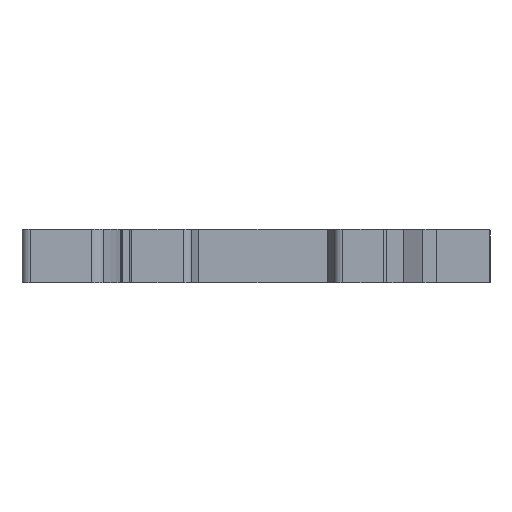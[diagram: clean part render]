
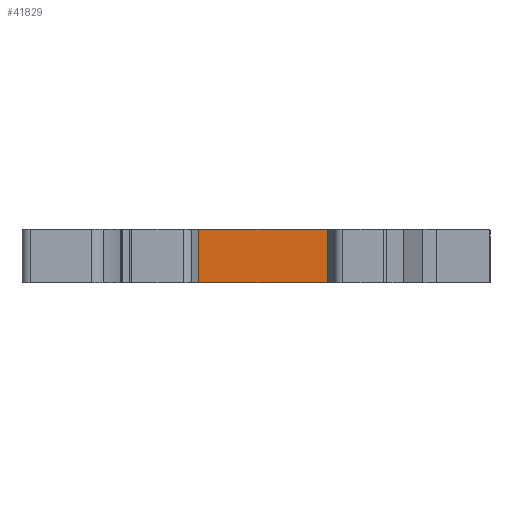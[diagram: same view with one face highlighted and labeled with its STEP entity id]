
A CAD part, front view. The second image highlights one B-rep face of the part: STEP entity #41829.
In plain terms, the highlighted planar face has unit normal (0, -1, 0).
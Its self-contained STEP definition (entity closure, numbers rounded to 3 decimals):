
#46 = VECTOR ( 'NONE', #26583, 1000. ) ;
#1040 = VERTEX_POINT ( 'NONE', #57011 ) ;
#3194 = VECTOR ( 'NONE', #13561, 1000. ) ;
#4224 = CARTESIAN_POINT ( 'NONE',  ( -12.716, -14.109, 6.378 ) ) ;
#8445 = VERTEX_POINT ( 'NONE', #12596 ) ;
#8589 = AXIS2_PLACEMENT_3D ( 'NONE', #23577, #54148, #28096 ) ;
#8878 = VERTEX_POINT ( 'NONE', #50236 ) ;
#9053 = CARTESIAN_POINT ( 'NONE',  ( -12.716, -14.109, 0.178 ) ) ;
#12596 = CARTESIAN_POINT ( 'NONE',  ( 2.204, -14.109, 0.178 ) ) ;
#13561 = DIRECTION ( 'NONE',  ( 0., 0., -1. ) ) ;
#14305 = CARTESIAN_POINT ( 'NONE',  ( 2.204, -14.109, 0.178 ) ) ;
#21833 = CARTESIAN_POINT ( 'NONE',  ( 2.204, -14.109, 0.178 ) ) ;
#23577 = CARTESIAN_POINT ( 'NONE',  ( 2.204, -14.109, 0.178 ) ) ;
#24004 = EDGE_LOOP ( 'NONE', ( #40293, #47767, #53238, #48619 ) ) ;
#26583 = DIRECTION ( 'NONE',  ( 1., 0., 0. ) ) ;
#28096 = DIRECTION ( 'NONE',  ( 1., 0., 0. ) ) ;
#28395 = EDGE_CURVE ( 'NONE', #8878, #8445, #47148, .T. ) ;
#29780 = EDGE_CURVE ( 'NONE', #36630, #8878, #48819, .T. ) ;
#33179 = CARTESIAN_POINT ( 'NONE',  ( -26.274, -14.109, 6.378 ) ) ;
#34850 = VECTOR ( 'NONE', #49552, 1000. ) ;
#35867 = LINE ( 'NONE', #33179, #46023 ) ;
#36630 = VERTEX_POINT ( 'NONE', #4224 ) ;
#40293 = ORIENTED_EDGE ( 'NONE', *, *, #29780, .T. ) ;
#41829 = ADVANCED_FACE ( 'NONE', ( #46390 ), #49852, .T. ) ;
#43145 = EDGE_CURVE ( 'NONE', #36630, #1040, #35867, .T. ) ;
#46023 = VECTOR ( 'NONE', #54782, 1000. ) ;
#46390 = FACE_OUTER_BOUND ( 'NONE', #24004, .T. ) ;
#47148 = LINE ( 'NONE', #21833, #46 ) ;
#47767 = ORIENTED_EDGE ( 'NONE', *, *, #28395, .T. ) ;
#48619 = ORIENTED_EDGE ( 'NONE', *, *, #43145, .F. ) ;
#48819 = LINE ( 'NONE', #9053, #3194 ) ;
#49142 = EDGE_CURVE ( 'NONE', #1040, #8445, #52468, .T. ) ;
#49552 = DIRECTION ( 'NONE',  ( 0., 0., -1. ) ) ;
#49852 = PLANE ( 'NONE',  #8589 ) ;
#50236 = CARTESIAN_POINT ( 'NONE',  ( -12.716, -14.109, 0.178 ) ) ;
#52468 = LINE ( 'NONE', #14305, #34850 ) ;
#53238 = ORIENTED_EDGE ( 'NONE', *, *, #49142, .F. ) ;
#54148 = DIRECTION ( 'NONE',  ( 0., -1., 0. ) ) ;
#54782 = DIRECTION ( 'NONE',  ( 1., 0., 0. ) ) ;
#57011 = CARTESIAN_POINT ( 'NONE',  ( 2.204, -14.109, 6.378 ) ) ;
